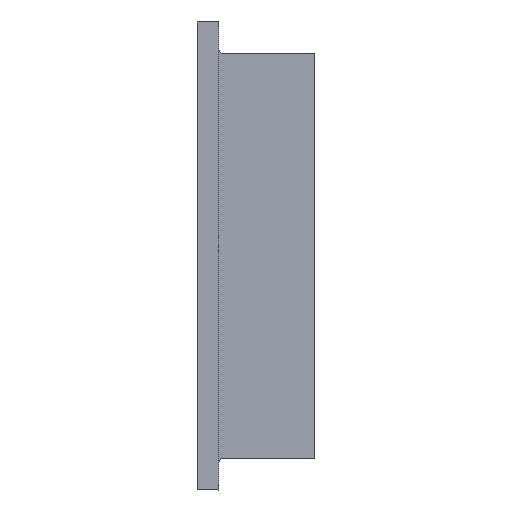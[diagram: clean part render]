
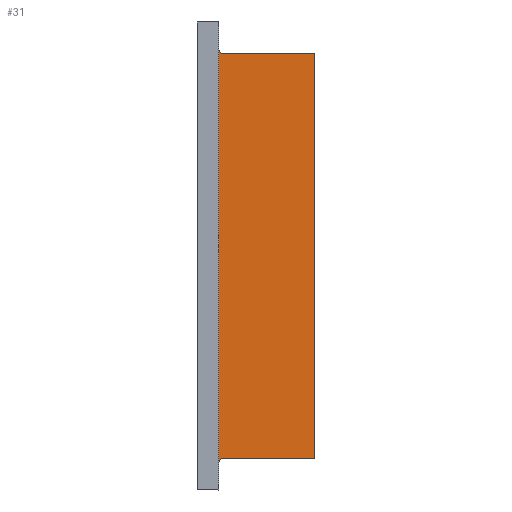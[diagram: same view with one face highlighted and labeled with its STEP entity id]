
A CAD part, left-side view. The second image highlights one B-rep face of the part: STEP entity #31.
In plain terms, the highlighted planar face has unit normal (-1, 0, 0).
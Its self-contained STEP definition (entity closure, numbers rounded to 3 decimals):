
#11 = EDGE_CURVE ( 'NONE', #1718, #186, #382, .T. ) ;
#31 = ADVANCED_FACE ( 'NONE', ( #1284 ), #506, .T. ) ;
#87 = ORIENTED_EDGE ( 'NONE', *, *, #814, .F. ) ;
#105 = CIRCLE ( 'NONE', #670, 0.5 ) ;
#112 = ORIENTED_EDGE ( 'NONE', *, *, #1157, .T. ) ;
#122 = CARTESIAN_POINT ( 'NONE',  ( -102.5, 8.5, 19. ) ) ;
#125 = LINE ( 'NONE', #151, #1107 ) ;
#133 = CARTESIAN_POINT ( 'NONE',  ( -102.5, 9., 19.5 ) ) ;
#151 = CARTESIAN_POINT ( 'NONE',  ( -102.5, 0., -19. ) ) ;
#159 = DIRECTION ( 'NONE',  ( 0., 0., 1. ) ) ;
#186 = VERTEX_POINT ( 'NONE', #133 ) ;
#246 = CARTESIAN_POINT ( 'NONE',  ( -102.5, 9., -22. ) ) ;
#247 = DIRECTION ( 'NONE',  ( 0., 0., 1. ) ) ;
#331 = VECTOR ( 'NONE', #1216, 1000. ) ;
#373 = VERTEX_POINT ( 'NONE', #1744 ) ;
#382 = CIRCLE ( 'NONE', #921, 0.5 ) ;
#390 = DIRECTION ( 'NONE',  ( 1., 0., 0. ) ) ;
#467 = CARTESIAN_POINT ( 'NONE',  ( -102.5, 8.5, -19. ) ) ;
#476 = EDGE_CURVE ( 'NONE', #373, #1718, #1069, .T. ) ;
#506 = PLANE ( 'NONE',  #705 ) ;
#535 = DIRECTION ( 'NONE',  ( -1., 0., 0. ) ) ;
#541 = VERTEX_POINT ( 'NONE', #899 ) ;
#608 = DIRECTION ( 'NONE',  ( 1., 0., 0. ) ) ;
#670 = AXIS2_PLACEMENT_3D ( 'NONE', #789, #608, #159 ) ;
#705 = AXIS2_PLACEMENT_3D ( 'NONE', #965, #535, #247 ) ;
#737 = VECTOR ( 'NONE', #1058, 1000. ) ;
#778 = CARTESIAN_POINT ( 'NONE',  ( -102.5, 8.5, 19. ) ) ;
#789 = CARTESIAN_POINT ( 'NONE',  ( -102.5, 8.5, -19.5 ) ) ;
#814 = EDGE_CURVE ( 'NONE', #991, #186, #1327, .T. ) ;
#845 = CARTESIAN_POINT ( 'NONE',  ( -102.5, 8.5, 19.5 ) ) ;
#864 = DIRECTION ( 'NONE',  ( 0., -1., 0. ) ) ;
#899 = CARTESIAN_POINT ( 'NONE',  ( -102.5, 0., -19. ) ) ;
#921 = AXIS2_PLACEMENT_3D ( 'NONE', #845, #390, #1591 ) ;
#931 = LINE ( 'NONE', #1694, #331 ) ;
#965 = CARTESIAN_POINT ( 'NONE',  ( -102.5, 0., -22. ) ) ;
#991 = VERTEX_POINT ( 'NONE', #1955 ) ;
#1048 = VERTEX_POINT ( 'NONE', #467 ) ;
#1058 = DIRECTION ( 'NONE',  ( 0., 1., 0. ) ) ;
#1069 = LINE ( 'NONE', #778, #737 ) ;
#1107 = VECTOR ( 'NONE', #864, 1000. ) ;
#1157 = EDGE_CURVE ( 'NONE', #1048, #541, #125, .T. ) ;
#1163 = VECTOR ( 'NONE', #1914, 1000. ) ;
#1216 = DIRECTION ( 'NONE',  ( 0., 0., 1. ) ) ;
#1284 = FACE_OUTER_BOUND ( 'NONE', #1815, .T. ) ;
#1316 = ORIENTED_EDGE ( 'NONE', *, *, #476, .T. ) ;
#1327 = LINE ( 'NONE', #246, #1163 ) ;
#1563 = ORIENTED_EDGE ( 'NONE', *, *, #11, .T. ) ;
#1591 = DIRECTION ( 'NONE',  ( 0., 0., 1. ) ) ;
#1694 = CARTESIAN_POINT ( 'NONE',  ( -102.5, 0., -22. ) ) ;
#1718 = VERTEX_POINT ( 'NONE', #122 ) ;
#1744 = CARTESIAN_POINT ( 'NONE',  ( -102.5, 0., 19. ) ) ;
#1762 = EDGE_CURVE ( 'NONE', #991, #1048, #105, .T. ) ;
#1815 = EDGE_LOOP ( 'NONE', ( #1886, #112, #1899, #1316, #1563, #87 ) ) ;
#1820 = EDGE_CURVE ( 'NONE', #541, #373, #931, .T. ) ;
#1886 = ORIENTED_EDGE ( 'NONE', *, *, #1762, .T. ) ;
#1899 = ORIENTED_EDGE ( 'NONE', *, *, #1820, .T. ) ;
#1914 = DIRECTION ( 'NONE',  ( 0., 0., 1. ) ) ;
#1955 = CARTESIAN_POINT ( 'NONE',  ( -102.5, 9., -19.5 ) ) ;
